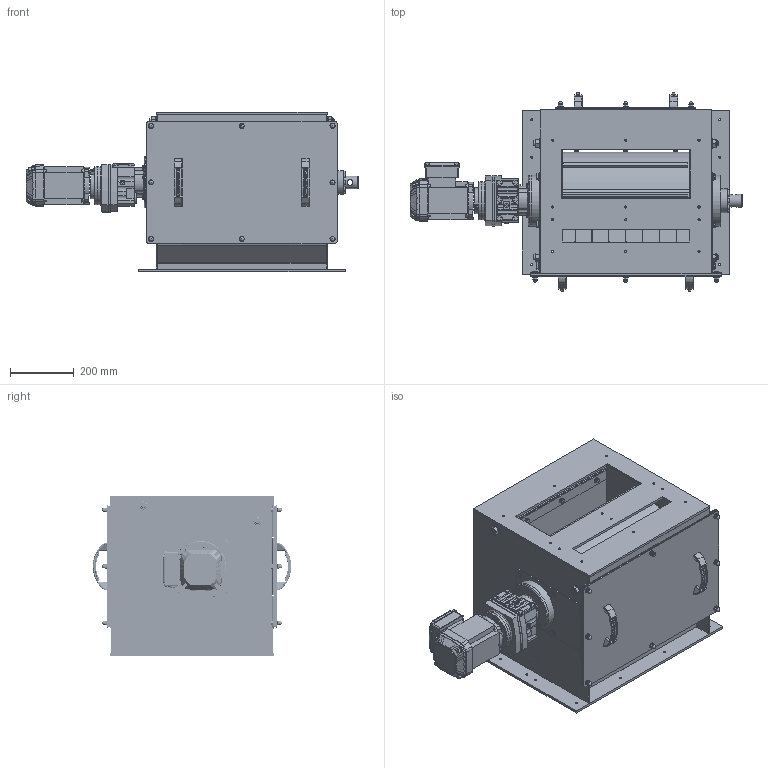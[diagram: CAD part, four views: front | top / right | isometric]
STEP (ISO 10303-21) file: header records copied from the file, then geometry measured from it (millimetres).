
FILE_DESCRIPTION(/* description */ (''),/* implementation_level */ '2;1');
FILE_NAME(/* name */ 'SRTK040034_C.stp',/* time_stamp */ '2023-11-20T07:48:01+01:00',/* author */ ('PH'),/* organization */ (''),/* preprocessor_version */ 'ST-DEVELOPER v18.1',/* originating_system */ 'Autodesk Inventor 2021',/* authorisation */ '');
FILE_SCHEMA (('AUTOMOTIVE_DESIGN { 1 0 10303 214 3 1 1 }'));
Products named in the file (1): SRTK040034
Bounding box: 1042.7 x 623.42 x 500 mm (x, y, z)
Volume: 23686657.8 mm3; surface area: 5757373.8 mm2
Topology: 4 solids, 4 shells, 3728 faces, 9126 edges, 5672 vertices
Faces by surface type: plane 1965, cylinder 950, cone 527, torus 133, bspline 87, sphere 66
Full cylindrical faces by diameter (mm): 4.134 x6, 4.917 x10, 5 x6, 5.2 x8, 6 x14, 6.4 x4, 6.5 x4, 6.6 x8, 6.647 x44, 7.323 x9, 8 x15, 8.2 x11, 8.4 x15, 8.5 x2, 9 x12, 9.188 x8, 10 x28, 10.5 x9, 11.4 x24, 12.4 x8, 12.5 x16, 13 x8, 13.835 x2, 14 x5, 15 x11, 15.4 x12, 16 x38, 17 x1, 18 x1, 20 x13
Entity records: 116788 total; most frequent: CARTESIAN_POINT 27350, ORIENTED_EDGE 18106, DIRECTION 17957, EDGE_CURVE 9053, AXIS2_PLACEMENT_3D 6601, VERTEX_POINT 5690, LINE 4755, VECTOR 4755
